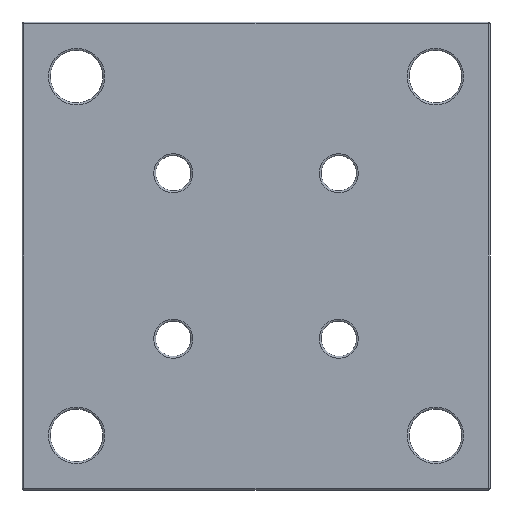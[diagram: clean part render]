
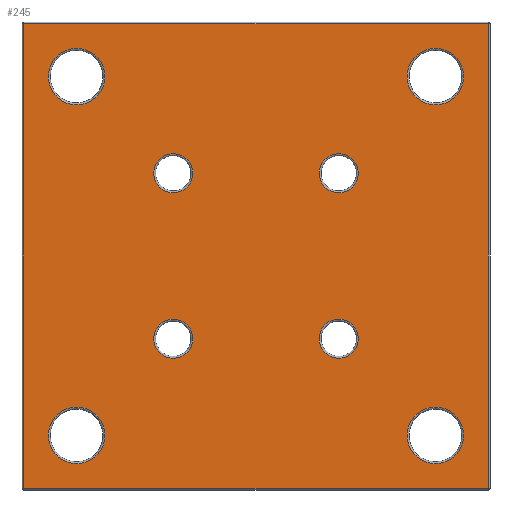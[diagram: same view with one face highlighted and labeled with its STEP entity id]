
A CAD part, front view. The second image highlights one B-rep face of the part: STEP entity #245.
In plain terms, the highlighted planar face has unit normal (0, -1, 0).
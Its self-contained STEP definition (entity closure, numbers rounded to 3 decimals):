
#1 = EDGE_CURVE ( 'NONE', #1201, #343, #1245, .T. ) ;
#3 = VERTEX_POINT ( 'NONE', #1249 ) ;
#9 = DIRECTION ( 'NONE',  ( 0., 0., -1. ) ) ;
#20 = EDGE_CURVE ( 'NONE', #1093, #1093, #1513, .T. ) ;
#28 = VERTEX_POINT ( 'NONE', #337 ) ;
#39 = CARTESIAN_POINT ( 'NONE',  ( 14., 0., -106. ) ) ;
#62 = CIRCLE ( 'NONE', #1135, 7.25 ) ;
#76 = EDGE_CURVE ( 'NONE', #1058, #1058, #177, .T. ) ;
#117 = DIRECTION ( 'NONE',  ( 0., 1., 0. ) ) ;
#120 = DIRECTION ( 'NONE',  ( 0., 0., -1. ) ) ;
#126 = CARTESIAN_POINT ( 'NONE',  ( 106., 0., -106. ) ) ;
#136 = VERTEX_POINT ( 'NONE', #629 ) ;
#142 = DIRECTION ( 'NONE',  ( -1., 0., 0. ) ) ;
#159 = CIRCLE ( 'NONE', #1441, 5. ) ;
#160 = CARTESIAN_POINT ( 'NONE',  ( 106., 0., -14. ) ) ;
#177 = CIRCLE ( 'NONE', #868, 7.25 ) ;
#195 = CARTESIAN_POINT ( 'NONE',  ( 0.5, 0., -119.5 ) ) ;
#203 = DIRECTION ( 'NONE',  ( 0., 0., -1. ) ) ;
#222 = CARTESIAN_POINT ( 'NONE',  ( 119.5, 0., 0. ) ) ;
#245 = ADVANCED_FACE ( 'NONE', ( #908, #938, #576, #1219, #1571, #270, #1537, #1180, #864 ), #603, .T. ) ;
#254 = ORIENTED_EDGE ( 'NONE', *, *, #20, .T. ) ;
#269 = EDGE_CURVE ( 'NONE', #343, #28, #504, .T. ) ;
#270 = FACE_BOUND ( 'NONE', #794, .T. ) ;
#284 = VERTEX_POINT ( 'NONE', #1109 ) ;
#316 = DIRECTION ( 'NONE',  ( 0., 1., 0. ) ) ;
#337 = CARTESIAN_POINT ( 'NONE',  ( 0.5, 0., -0.5 ) ) ;
#343 = VERTEX_POINT ( 'NONE', #667 ) ;
#397 = EDGE_LOOP ( 'NONE', ( #624 ) ) ;
#403 = CARTESIAN_POINT ( 'NONE',  ( 14., 0., -113.25 ) ) ;
#417 = EDGE_CURVE ( 'NONE', #674, #674, #1429, .T. ) ;
#432 = EDGE_LOOP ( 'NONE', ( #434 ) ) ;
#434 = ORIENTED_EDGE ( 'NONE', *, *, #1214, .T. ) ;
#436 = CARTESIAN_POINT ( 'NONE',  ( 0., 0., -0.5 ) ) ;
#458 = LINE ( 'NONE', #691, #1408 ) ;
#461 = VECTOR ( 'NONE', #1133, 1000. ) ;
#475 = VERTEX_POINT ( 'NONE', #762 ) ;
#504 = LINE ( 'NONE', #436, #792 ) ;
#515 = VERTEX_POINT ( 'NONE', #890 ) ;
#520 = ORIENTED_EDGE ( 'NONE', *, *, #417, .T. ) ;
#576 = FACE_BOUND ( 'NONE', #1540, .T. ) ;
#603 = PLANE ( 'NONE',  #1243 ) ;
#624 = ORIENTED_EDGE ( 'NONE', *, *, #1062, .T. ) ;
#628 = DIRECTION ( 'NONE',  ( 0., 0., -1. ) ) ;
#629 = CARTESIAN_POINT ( 'NONE',  ( 106., 0., -113.25 ) ) ;
#635 = ORIENTED_EDGE ( 'NONE', *, *, #670, .T. ) ;
#648 = DIRECTION ( 'NONE',  ( 0., 1., 0. ) ) ;
#656 = ORIENTED_EDGE ( 'NONE', *, *, #1, .T. ) ;
#667 = CARTESIAN_POINT ( 'NONE',  ( 119.5, 0., -0.5 ) ) ;
#669 = EDGE_CURVE ( 'NONE', #28, #923, #821, .T. ) ;
#670 = EDGE_CURVE ( 'NONE', #3, #3, #159, .T. ) ;
#674 = VERTEX_POINT ( 'NONE', #1503 ) ;
#691 = CARTESIAN_POINT ( 'NONE',  ( 120., 0., -119.5 ) ) ;
#701 = AXIS2_PLACEMENT_3D ( 'NONE', #39, #1264, #1055 ) ;
#718 = CARTESIAN_POINT ( 'NONE',  ( 81.213, 0., -81.213 ) ) ;
#720 = CARTESIAN_POINT ( 'NONE',  ( 0., 0., -120. ) ) ;
#748 = AXIS2_PLACEMENT_3D ( 'NONE', #1218, #1208, #1204 ) ;
#753 = ORIENTED_EDGE ( 'NONE', *, *, #76, .T. ) ;
#762 = CARTESIAN_POINT ( 'NONE',  ( 14., 0., -21.25 ) ) ;
#792 = VECTOR ( 'NONE', #142, 1000. ) ;
#793 = ORIENTED_EDGE ( 'NONE', *, *, #1440, .T. ) ;
#794 = EDGE_LOOP ( 'NONE', ( #635 ) ) ;
#812 = EDGE_CURVE ( 'NONE', #284, #284, #921, .T. ) ;
#821 = LINE ( 'NONE', #1228, #461 ) ;
#842 = ORIENTED_EDGE ( 'NONE', *, *, #669, .T. ) ;
#864 = FACE_OUTER_BOUND ( 'NONE', #1272, .T. ) ;
#868 = AXIS2_PLACEMENT_3D ( 'NONE', #160, #870, #120 ) ;
#870 = DIRECTION ( 'NONE',  ( 0., 1., 0. ) ) ;
#874 = DIRECTION ( 'NONE',  ( 0., 0., -1. ) ) ;
#886 = EDGE_LOOP ( 'NONE', ( #753 ) ) ;
#887 = DIRECTION ( 'NONE',  ( 0., 0., -1. ) ) ;
#890 = CARTESIAN_POINT ( 'NONE',  ( 81.213, 0., -86.213 ) ) ;
#908 = FACE_BOUND ( 'NONE', #1314, .T. ) ;
#913 = CARTESIAN_POINT ( 'NONE',  ( 119.5, 0., -119.5 ) ) ;
#921 = CIRCLE ( 'NONE', #748, 5. ) ;
#923 = VERTEX_POINT ( 'NONE', #195 ) ;
#925 = VECTOR ( 'NONE', #1460, 1000. ) ;
#934 = CIRCLE ( 'NONE', #1379, 5. ) ;
#938 = FACE_BOUND ( 'NONE', #1035, .T. ) ;
#969 = DIRECTION ( 'NONE',  ( 0., 1., 0. ) ) ;
#981 = ORIENTED_EDGE ( 'NONE', *, *, #1145, .T. ) ;
#987 = CARTESIAN_POINT ( 'NONE',  ( 14., 0., -14. ) ) ;
#1004 = EDGE_LOOP ( 'NONE', ( #793 ) ) ;
#1010 = AXIS2_PLACEMENT_3D ( 'NONE', #987, #969, #874 ) ;
#1035 = EDGE_LOOP ( 'NONE', ( #520 ) ) ;
#1038 = DIRECTION ( 'NONE',  ( 1., 0., 0. ) ) ;
#1055 = DIRECTION ( 'NONE',  ( 0., 0., -1. ) ) ;
#1056 = DIRECTION ( 'NONE',  ( 0., -1., 0. ) ) ;
#1058 = VERTEX_POINT ( 'NONE', #1103 ) ;
#1062 = EDGE_CURVE ( 'NONE', #515, #515, #934, .T. ) ;
#1093 = VERTEX_POINT ( 'NONE', #403 ) ;
#1097 = ORIENTED_EDGE ( 'NONE', *, *, #269, .T. ) ;
#1103 = CARTESIAN_POINT ( 'NONE',  ( 106., 0., -21.25 ) ) ;
#1109 = CARTESIAN_POINT ( 'NONE',  ( 38.787, 0., -43.787 ) ) ;
#1133 = DIRECTION ( 'NONE',  ( 0., 0., -1. ) ) ;
#1134 = CARTESIAN_POINT ( 'NONE',  ( 38.787, 0., -81.213 ) ) ;
#1135 = AXIS2_PLACEMENT_3D ( 'NONE', #126, #117, #9 ) ;
#1145 = EDGE_CURVE ( 'NONE', #923, #1201, #458, .T. ) ;
#1180 = FACE_BOUND ( 'NONE', #1004, .T. ) ;
#1201 = VERTEX_POINT ( 'NONE', #913 ) ;
#1202 = AXIS2_PLACEMENT_3D ( 'NONE', #1134, #648, #628 ) ;
#1204 = DIRECTION ( 'NONE',  ( 0., 0., -1. ) ) ;
#1208 = DIRECTION ( 'NONE',  ( 0., 1., 0. ) ) ;
#1214 = EDGE_CURVE ( 'NONE', #475, #475, #1329, .T. ) ;
#1218 = CARTESIAN_POINT ( 'NONE',  ( 38.787, 0., -38.787 ) ) ;
#1219 = FACE_BOUND ( 'NONE', #432, .T. ) ;
#1228 = CARTESIAN_POINT ( 'NONE',  ( 0.5, 0., -120. ) ) ;
#1233 = ORIENTED_EDGE ( 'NONE', *, *, #812, .T. ) ;
#1243 = AXIS2_PLACEMENT_3D ( 'NONE', #720, #1056, #887 ) ;
#1245 = LINE ( 'NONE', #222, #925 ) ;
#1249 = CARTESIAN_POINT ( 'NONE',  ( 81.213, 0., -43.787 ) ) ;
#1264 = DIRECTION ( 'NONE',  ( 0., 1., 0. ) ) ;
#1272 = EDGE_LOOP ( 'NONE', ( #1097, #842, #981, #656 ) ) ;
#1314 = EDGE_LOOP ( 'NONE', ( #254 ) ) ;
#1329 = CIRCLE ( 'NONE', #1010, 7.25 ) ;
#1379 = AXIS2_PLACEMENT_3D ( 'NONE', #718, #316, #203 ) ;
#1408 = VECTOR ( 'NONE', #1038, 1000. ) ;
#1429 = CIRCLE ( 'NONE', #1202, 5. ) ;
#1440 = EDGE_CURVE ( 'NONE', #136, #136, #62, .T. ) ;
#1441 = AXIS2_PLACEMENT_3D ( 'NONE', #1573, #1565, #1563 ) ;
#1460 = DIRECTION ( 'NONE',  ( 0., 0., 1. ) ) ;
#1503 = CARTESIAN_POINT ( 'NONE',  ( 38.787, 0., -86.213 ) ) ;
#1513 = CIRCLE ( 'NONE', #701, 7.25 ) ;
#1537 = FACE_BOUND ( 'NONE', #397, .T. ) ;
#1540 = EDGE_LOOP ( 'NONE', ( #1233 ) ) ;
#1563 = DIRECTION ( 'NONE',  ( 0., 0., -1. ) ) ;
#1565 = DIRECTION ( 'NONE',  ( 0., 1., 0. ) ) ;
#1571 = FACE_BOUND ( 'NONE', #886, .T. ) ;
#1573 = CARTESIAN_POINT ( 'NONE',  ( 81.213, 0., -38.787 ) ) ;
